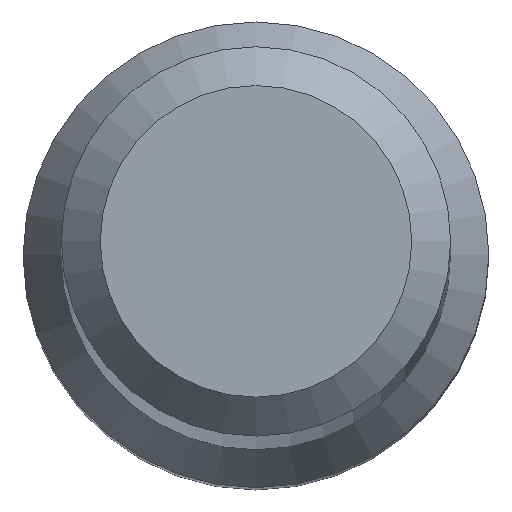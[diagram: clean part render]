
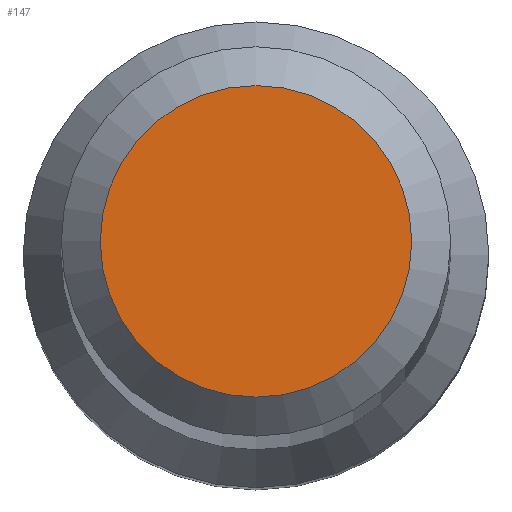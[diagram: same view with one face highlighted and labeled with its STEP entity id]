
A CAD part, top view. The second image highlights one B-rep face of the part: STEP entity #147.
In plain terms, the highlighted planar face has unit normal (0, 0, 1).
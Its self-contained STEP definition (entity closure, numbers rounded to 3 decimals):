
#29 = ORIENTED_EDGE ( 'NONE', *, *, #237, .F. ) ;
#33 = FACE_OUTER_BOUND ( 'NONE', #138, .T. ) ;
#55 = DIRECTION ( 'NONE',  ( 0., 1., 0. ) ) ;
#61 = CARTESIAN_POINT ( 'NONE',  ( 0., 1.2, 70. ) ) ;
#90 = PLANE ( 'NONE',  #242 ) ;
#121 = CARTESIAN_POINT ( 'NONE',  ( 0., 0., 70. ) ) ;
#134 = CIRCLE ( 'NONE', #185, 1.2 ) ;
#138 = EDGE_LOOP ( 'NONE', ( #29 ) ) ;
#147 = ADVANCED_FACE ( 'NONE', ( #33 ), #90, .T. ) ;
#154 = VERTEX_POINT ( 'NONE', #61 ) ;
#157 = CARTESIAN_POINT ( 'NONE',  ( 0., 0., 70. ) ) ;
#185 = AXIS2_PLACEMENT_3D ( 'NONE', #121, #210, #55 ) ;
#197 = DIRECTION ( 'NONE',  ( 0., 0., 1. ) ) ;
#200 = DIRECTION ( 'NONE',  ( 0., -1., 0. ) ) ;
#210 = DIRECTION ( 'NONE',  ( 0., 0., -1. ) ) ;
#237 = EDGE_CURVE ( 'NONE', #154, #154, #134, .T. ) ;
#242 = AXIS2_PLACEMENT_3D ( 'NONE', #157, #197, #200 ) ;
